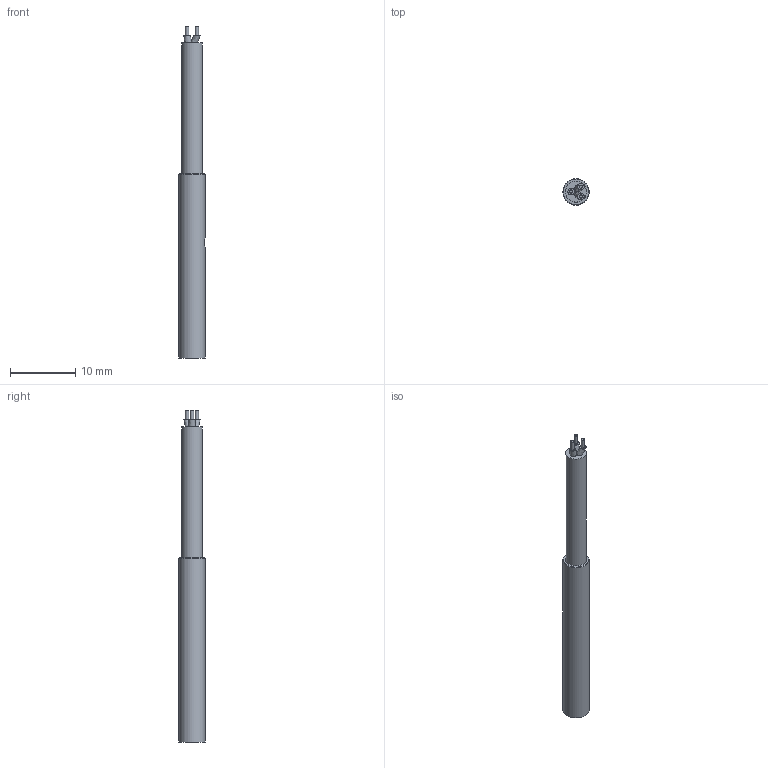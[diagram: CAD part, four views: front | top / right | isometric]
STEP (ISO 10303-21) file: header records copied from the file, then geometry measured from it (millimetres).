
FILE_DESCRIPTION(/* description */ (''),/* implementation_level */ '2;1');
FILE_NAME(/* name */ 'IBS04S23F15IOL.stp',/* time_stamp */ '2017-10-26T11:23:01+02:00',/* author */ ('tvb'),/* organization */ (''),/* preprocessor_version */ 'ST-DEVELOPER v16.1',/* originating_system */ 'Autodesk Inventor 2016',/* authorisation */ '');
FILE_SCHEMA (('AUTOMOTIVE_DESIGN { 1 0 10303 214 3 1 1 }'));
Length unit declared in the file: centimetre
Products named in the file (1): IBS04S23F15IOL
Bounding box: 4 x 4 x 50.8 mm (x, y, z)
Volume: 518.4 mm3; surface area: 598.9 mm2
Topology: 1 solids, 1 shells, 21 faces, 40 edges, 27 vertices
Faces by surface type: plane 10, cylinder 7, bspline 3, cone 1
Full cylindrical faces by diameter (mm): 0.5 x3, 1.5 x1, 3.2 x1, 4 x1
Entity records: 645 total; most frequent: CARTESIAN_POINT 202, DIRECTION 90, ORIENTED_EDGE 64, AXIS2_PLACEMENT_3D 45, EDGE_LOOP 34, EDGE_CURVE 32, CIRCLE 26, VERTEX_POINT 26
